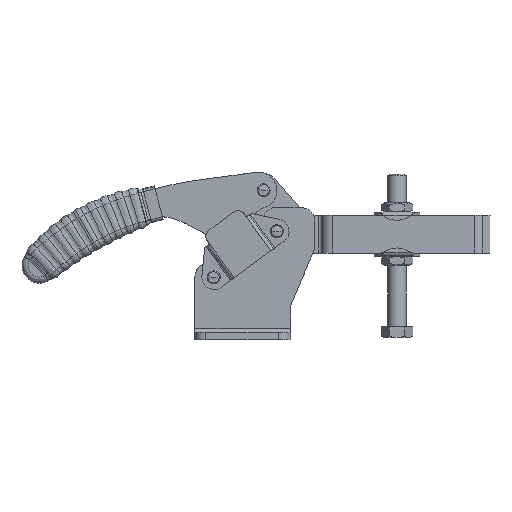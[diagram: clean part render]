
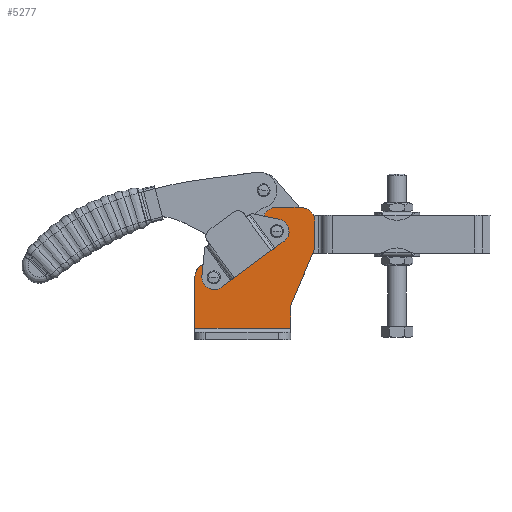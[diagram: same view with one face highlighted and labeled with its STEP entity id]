
A CAD part, top view. The second image highlights one B-rep face of the part: STEP entity #5277.
In plain terms, the highlighted free-form (B-spline) face has degree [1, 1] with [2, 2] control points.
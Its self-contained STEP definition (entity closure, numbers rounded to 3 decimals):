
#1829=CARTESIAN_POINT('',(-48.854,50.789,18.));
#1830=VERTEX_POINT('',#1829);
#1846=CARTESIAN_POINT('',(-50.36,56.316,18.));
#1847=VERTEX_POINT('',#1846);
#1854=CARTESIAN_POINT('',(-42.401,55.516,18.));
#1855=DIRECTION('',(0.,0.,-1.0));
#1856=DIRECTION('',(-0.807,-0.591,0.));
#1857=AXIS2_PLACEMENT_3D('',#1854,#1855,#1856);
#1858=CIRCLE('',#1857,8.0);
#1859=EDGE_CURVE('',#1830,#1847,#1858,.T.);
#1869=CARTESIAN_POINT('',(5.454,90.567,18.0));
#1870=VERTEX_POINT('',#1869);
#1879=CARTESIAN_POINT('',(0.639,93.67,18.));
#1880=VERTEX_POINT('',#1879);
#1881=CARTESIAN_POINT('',(-1.,85.84,18.0));
#1882=DIRECTION('',(0.,0.,-1.0));
#1883=DIRECTION('',(-0.807,-0.591,0.));
#1884=AXIS2_PLACEMENT_3D('',#1881,#1882,#1883);
#1885=CIRCLE('',#1884,8.0);
#1886=EDGE_CURVE('',#1880,#1870,#1885,.T.);
#2129=CARTESIAN_POINT('',(-40.218,65.5,18.0));
#2130=VERTEX_POINT('',#2129);
#2139=CARTESIAN_POINT('',(-49.548,64.406,18.0));
#2140=VERTEX_POINT('',#2139);
#2509=CARTESIAN_POINT('',(-31.494,53.589,18.));
#2510=VERTEX_POINT('',#2509);
#2518=CARTESIAN_POINT('',(-31.494,53.589,18.));
#2519=DIRECTION('',(-0.591,0.807,0.));
#2520=VECTOR('',#2519,14.765);
#2521=LINE('',#2518,#2520);
#2522=EDGE_CURVE('',#2510,#2130,#2521,.T.);
#2790=CARTESIAN_POINT('',(-2.452,74.86,18.0));
#2791=VERTEX_POINT('',#2790);
#2818=CARTESIAN_POINT('',(-12.338,88.356,18.0));
#2819=VERTEX_POINT('',#2818);
#2826=CARTESIAN_POINT('',(-12.338,88.356,18.0));
#2827=DIRECTION('',(0.591,-0.807,0.0));
#2828=VECTOR('',#2827,16.729);
#2829=LINE('',#2826,#2828);
#2830=EDGE_CURVE('',#2819,#2791,#2829,.T.);
#2943=CARTESIAN_POINT('',(-9.593,95.812,18.0));
#2944=VERTEX_POINT('',#2943);
#2945=CARTESIAN_POINT('',(-9.593,95.812,18.0));
#2946=DIRECTION('',(0.979,-0.205,0.));
#2947=VECTOR('',#2946,10.454);
#2948=LINE('',#2945,#2947);
#2949=EDGE_CURVE('',#2944,#1880,#2948,.T.);
#2992=CARTESIAN_POINT('',(3.727,79.386,18.));
#2993=VERTEX_POINT('',#2992);
#3000=CARTESIAN_POINT('',(-1.,85.84,18.0));
#3001=DIRECTION('',(0.,0.,-1.0));
#3002=DIRECTION('',(-0.807,-0.591,0.));
#3003=AXIS2_PLACEMENT_3D('',#3000,#3001,#3002);
#3004=CIRCLE('',#3003,8.0);
#3005=EDGE_CURVE('',#1870,#2993,#3004,.T.);
#3091=CARTESIAN_POINT('',(-37.673,49.062,18.));
#3092=VERTEX_POINT('',#3091);
#3099=CARTESIAN_POINT('',(-31.494,53.589,18.));
#3100=DIRECTION('',(-0.807,-0.591,0.0));
#3101=VECTOR('',#3100,7.66);
#3102=LINE('',#3099,#3101);
#3103=EDGE_CURVE('',#2510,#3092,#3102,.T.);
#3112=CARTESIAN_POINT('',(3.727,79.386,18.));
#3113=DIRECTION('',(-0.807,-0.591,0.));
#3114=VECTOR('',#3113,7.66);
#3115=LINE('',#3112,#3114);
#3116=EDGE_CURVE('',#2993,#2791,#3115,.T.);
#3136=CARTESIAN_POINT('',(-50.36,56.316,18.));
#3137=DIRECTION('',(0.1,0.995,0.));
#3138=VECTOR('',#3137,8.131);
#3139=LINE('',#3136,#3138);
#3140=EDGE_CURVE('',#1847,#2140,#3139,.T.);
#3166=CARTESIAN_POINT('',(-42.401,55.516,18.));
#3167=DIRECTION('',(0.,0.,-1.0));
#3168=DIRECTION('',(-0.807,-0.591,0.));
#3169=AXIS2_PLACEMENT_3D('',#3166,#3167,#3168);
#3170=CIRCLE('',#3169,8.0);
#3171=EDGE_CURVE('',#3092,#1830,#3170,.T.);
#5112=CARTESIAN_POINT('',(-55.,21.99,18.0));
#5113=VERTEX_POINT('',#5112);
#5129=CARTESIAN_POINT('',(8.,21.99,18.0));
#5130=VERTEX_POINT('',#5129);
#5138=CARTESIAN_POINT('',(8.,21.99,18.0));
#5139=DIRECTION('',(-1.0,0.0,0.0));
#5140=VECTOR('',#5139,63.);
#5141=LINE('',#5138,#5140);
#5142=EDGE_CURVE('',#5130,#5113,#5141,.T.);
#5147=CARTESIAN_POINT('',(-55.,101.5,18.0));
#5148=CARTESIAN_POINT('',(24.,101.5,18.0));
#5149=CARTESIAN_POINT('',(-55.,21.99,18.0));
#5150=CARTESIAN_POINT('',(24.,21.99,18.0));
#5151=B_SPLINE_SURFACE_WITH_KNOTS('',1,1,((#5147,#5149),(#5148,#5150)),.UNSPECIFIED.,.F.,.F.,.U.,(2,2),(2,2),(0.0,79.0),(0.0,79.51),.UNSPECIFIED.);
#5152=ORIENTED_EDGE('',*,*,#2830,.F.);
#5153=CARTESIAN_POINT('',(-19.304,69.428,18.0));
#5154=VERTEX_POINT('',#5153);
#5155=CARTESIAN_POINT('',(-12.338,88.356,18.0));
#5156=DIRECTION('',(-0.345,-0.938,0.0));
#5157=VECTOR('',#5156,20.17);
#5158=LINE('',#5155,#5157);
#5159=EDGE_CURVE('',#2819,#5154,#5158,.T.);
#5160=ORIENTED_EDGE('',*,*,#5159,.T.);
#5161=CARTESIAN_POINT('',(-24.935,65.5,18.0));
#5162=VERTEX_POINT('',#5161);
#5163=CARTESIAN_POINT('',(-24.935,71.5,18.0));
#5164=DIRECTION('',(0.0,0.0,-1.0));
#5165=DIRECTION('',(0.0,1.0,0.0));
#5166=AXIS2_PLACEMENT_3D('',#5163,#5164,#5165);
#5167=CIRCLE('',#5166,6.);
#5168=EDGE_CURVE('',#5154,#5162,#5167,.T.);
#5169=ORIENTED_EDGE('',*,*,#5168,.T.);
#5170=CARTESIAN_POINT('',(-24.935,65.5,18.0));
#5171=DIRECTION('',(-1.0,0.0,0.0));
#5172=VECTOR('',#5171,15.283);
#5173=LINE('',#5170,#5172);
#5174=EDGE_CURVE('',#5162,#2130,#5173,.T.);
#5175=ORIENTED_EDGE('',*,*,#5174,.T.);
#5176=ORIENTED_EDGE('',*,*,#2522,.F.);
#5177=ORIENTED_EDGE('',*,*,#3103,.T.);
#5178=ORIENTED_EDGE('',*,*,#3171,.T.);
#5179=ORIENTED_EDGE('',*,*,#1859,.T.);
#5180=ORIENTED_EDGE('',*,*,#3140,.T.);
#5181=CARTESIAN_POINT('',(-55.,55.5,18.0));
#5182=VERTEX_POINT('',#5181);
#5183=CARTESIAN_POINT('',(-45.,55.5,18.0));
#5184=DIRECTION('',(0.0,0.0,1.0));
#5185=DIRECTION('',(0.0,1.0,0.0));
#5186=AXIS2_PLACEMENT_3D('',#5183,#5184,#5185);
#5187=CIRCLE('',#5186,10.0);
#5188=EDGE_CURVE('',#2140,#5182,#5187,.T.);
#5189=ORIENTED_EDGE('',*,*,#5188,.T.);
#5190=CARTESIAN_POINT('',(-55.,55.5,18.0));
#5191=DIRECTION('',(0.0,-1.0,0.0));
#5192=VECTOR('',#5191,33.51);
#5193=LINE('',#5190,#5192);
#5194=EDGE_CURVE('',#5182,#5113,#5193,.T.);
#5195=ORIENTED_EDGE('',*,*,#5194,.T.);
#5196=ORIENTED_EDGE('',*,*,#5142,.F.);
#5197=CARTESIAN_POINT('',(8.,36.182,18.0));
#5198=VERTEX_POINT('',#5197);
#5199=CARTESIAN_POINT('',(8.,21.99,18.0));
#5200=DIRECTION('',(0.0,1.0,0.0));
#5201=VECTOR('',#5200,14.192);
#5202=LINE('',#5199,#5201);
#5203=EDGE_CURVE('',#5130,#5198,#5202,.T.);
#5204=ORIENTED_EDGE('',*,*,#5203,.T.);
#5205=CARTESIAN_POINT('',(8.321,37.752,18.0));
#5206=VERTEX_POINT('',#5205);
#5207=CARTESIAN_POINT('',(12.,36.182,18.0));
#5208=DIRECTION('',(0.0,0.0,-1.0));
#5209=DIRECTION('',(0.92,-0.392,0.0));
#5210=AXIS2_PLACEMENT_3D('',#5207,#5208,#5209);
#5211=CIRCLE('',#5210,4.0);
#5212=EDGE_CURVE('',#5198,#5206,#5211,.T.);
#5213=ORIENTED_EDGE('',*,*,#5212,.T.);
#5214=CARTESIAN_POINT('',(23.679,73.748,18.0));
#5215=VERTEX_POINT('',#5214);
#5216=CARTESIAN_POINT('',(8.321,37.752,18.0));
#5217=DIRECTION('',(0.392,0.92,0.0));
#5218=VECTOR('',#5217,39.135);
#5219=LINE('',#5216,#5218);
#5220=EDGE_CURVE('',#5206,#5215,#5219,.T.);
#5221=ORIENTED_EDGE('',*,*,#5220,.T.);
#5222=CARTESIAN_POINT('',(24.,75.318,18.0));
#5223=VERTEX_POINT('',#5222);
#5224=CARTESIAN_POINT('',(20.,75.318,18.0));
#5225=DIRECTION('',(0.0,0.0,1.));
#5226=DIRECTION('',(0.92,-0.392,0.0));
#5227=AXIS2_PLACEMENT_3D('',#5224,#5225,#5226);
#5228=CIRCLE('',#5227,4.0);
#5229=EDGE_CURVE('',#5215,#5223,#5228,.T.);
#5230=ORIENTED_EDGE('',*,*,#5229,.T.);
#5231=CARTESIAN_POINT('',(24.,92.5,18.0));
#5232=VERTEX_POINT('',#5231);
#5233=CARTESIAN_POINT('',(24.,75.318,18.0));
#5234=DIRECTION('',(0.0,1.0,0.0));
#5235=VECTOR('',#5234,17.182);
#5236=LINE('',#5233,#5235);
#5237=EDGE_CURVE('',#5223,#5232,#5236,.T.);
#5238=ORIENTED_EDGE('',*,*,#5237,.T.);
#5239=CARTESIAN_POINT('',(15.,101.5,18.0));
#5240=VERTEX_POINT('',#5239);
#5241=CARTESIAN_POINT('',(15.,92.5,18.0));
#5242=DIRECTION('',(0.0,0.0,1.0));
#5243=DIRECTION('',(1.0,0.0,0.0));
#5244=AXIS2_PLACEMENT_3D('',#5241,#5242,#5243);
#5245=CIRCLE('',#5244,9.0);
#5246=EDGE_CURVE('',#5232,#5240,#5245,.T.);
#5247=ORIENTED_EDGE('',*,*,#5246,.T.);
#5248=CARTESIAN_POINT('',(-1.92,101.5,18.0));
#5249=VERTEX_POINT('',#5248);
#5250=CARTESIAN_POINT('',(15.,101.5,18.0));
#5251=DIRECTION('',(-1.0,0.0,0.0));
#5252=VECTOR('',#5251,16.92);
#5253=LINE('',#5250,#5252);
#5254=EDGE_CURVE('',#5240,#5249,#5253,.T.);
#5255=ORIENTED_EDGE('',*,*,#5254,.T.);
#5256=CARTESIAN_POINT('',(-9.427,96.263,18.0));
#5257=VERTEX_POINT('',#5256);
#5258=CARTESIAN_POINT('',(-1.92,93.5,18.0));
#5259=DIRECTION('',(0.0,0.0,1.0));
#5260=DIRECTION('',(0.0,1.0,0.0));
#5261=AXIS2_PLACEMENT_3D('',#5258,#5259,#5260);
#5262=CIRCLE('',#5261,8.0);
#5263=EDGE_CURVE('',#5249,#5257,#5262,.T.);
#5264=ORIENTED_EDGE('',*,*,#5263,.T.);
#5265=CARTESIAN_POINT('',(-9.427,96.263,18.0));
#5266=DIRECTION('',(-0.345,-0.938,0.0));
#5267=VECTOR('',#5266,0.48);
#5268=LINE('',#5265,#5267);
#5269=EDGE_CURVE('',#5257,#2944,#5268,.T.);
#5270=ORIENTED_EDGE('',*,*,#5269,.T.);
#5271=ORIENTED_EDGE('',*,*,#2949,.T.);
#5272=ORIENTED_EDGE('',*,*,#1886,.T.);
#5273=ORIENTED_EDGE('',*,*,#3005,.T.);
#5274=ORIENTED_EDGE('',*,*,#3116,.T.);
#5275=EDGE_LOOP('',(#5152,#5160,#5169,#5175,#5176,#5177,#5178,#5179,#5180,#5189,#5195,#5196,#5204,#5213,#5221,#5230,#5238,#5247,#5255,#5264,#5270,#5271,#5272,#5273,#5274));
#5276=FACE_OUTER_BOUND('',#5275,.T.);
#5277=ADVANCED_FACE('',(#5276),#5151,.F.);
